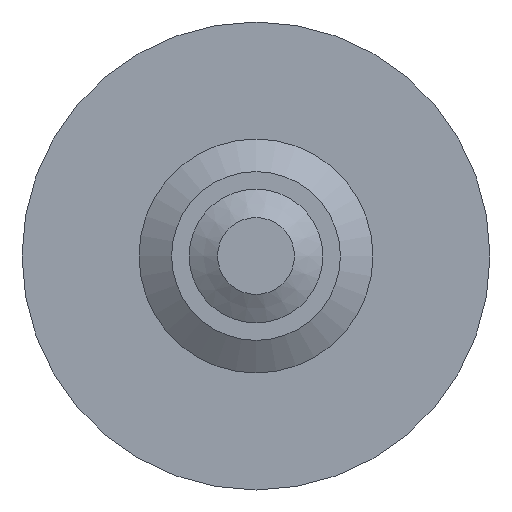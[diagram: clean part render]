
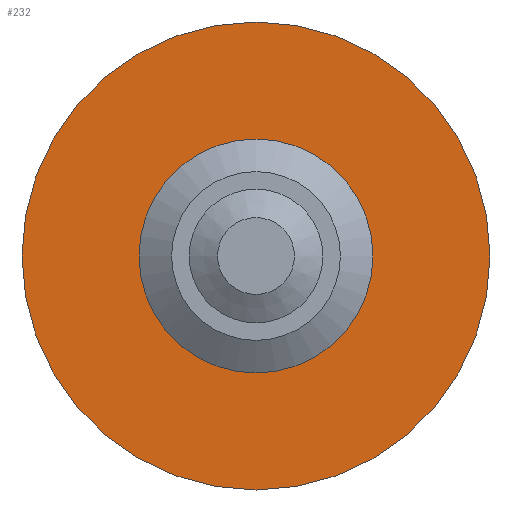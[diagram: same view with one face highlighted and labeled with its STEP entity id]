
A CAD part, left-side view. The second image highlights one B-rep face of the part: STEP entity #232.
In plain terms, the highlighted planar face has unit normal (-1, 0, 0).
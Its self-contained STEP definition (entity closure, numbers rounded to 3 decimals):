
#69=FACE_OUTER_BOUND('',#91,.T.);
#91=EDGE_LOOP('',(#186));
#129=CIRCLE('',#259,14.);
#148=VERTEX_POINT('',#403);
#167=EDGE_CURVE('',#148,#148,#129,.T.);
#186=ORIENTED_EDGE('',*,*,#167,.F.);
#224=PLANE('',#258);
#232=ADVANCED_FACE('',(#69),#224,.T.);
#258=AXIS2_PLACEMENT_3D('',#402,#307,#308);
#259=AXIS2_PLACEMENT_3D('',#404,#309,#310);
#307=DIRECTION('center_axis',(-1.,0.,0.));
#308=DIRECTION('ref_axis',(0.,0.,1.));
#309=DIRECTION('center_axis',(1.,0.,0.));
#310=DIRECTION('ref_axis',(0.,1.,0.));
#402=CARTESIAN_POINT('Origin',(-530.,7.,0.));
#403=CARTESIAN_POINT('',(-530.,14.,0.));
#404=CARTESIAN_POINT('Origin',(-530.,0.,0.));
